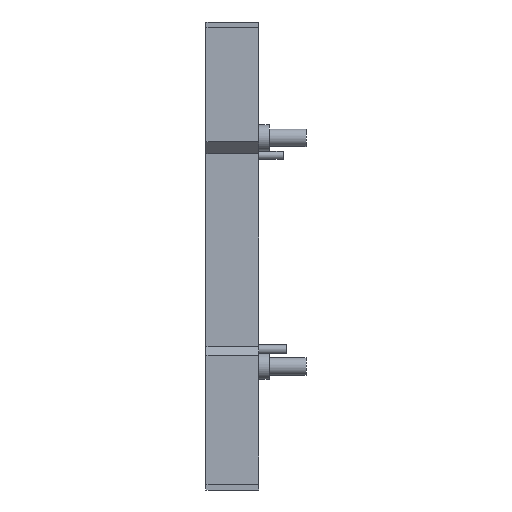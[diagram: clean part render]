
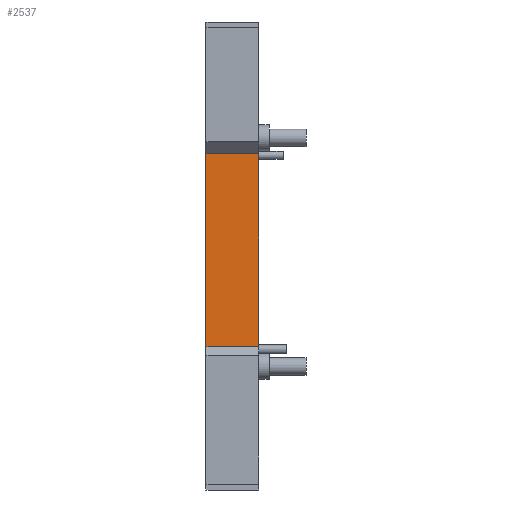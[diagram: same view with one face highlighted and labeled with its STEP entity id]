
A CAD part, front view. The second image highlights one B-rep face of the part: STEP entity #2537.
In plain terms, the highlighted planar face has unit normal (0, -1, 0).
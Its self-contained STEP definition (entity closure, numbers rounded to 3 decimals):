
#97 = CARTESIAN_POINT ( 'NONE',  ( -4.5, -27.3, 17.5 ) ) ;
#266 = LINE ( 'NONE', #1623, #396 ) ;
#294 = LINE ( 'NONE', #804, #4095 ) ;
#314 = PLANE ( 'NONE',  #4154 ) ;
#396 = VECTOR ( 'NONE', #4010, 1000. ) ;
#532 = VERTEX_POINT ( 'NONE', #533 ) ;
#533 = CARTESIAN_POINT ( 'NONE',  ( 4.5, -27.3, 17.5 ) ) ;
#804 = CARTESIAN_POINT ( 'NONE',  ( -4.5, -27.3, 17.5 ) ) ;
#887 = CARTESIAN_POINT ( 'NONE',  ( 4.5, -27.3, -17.7 ) ) ;
#932 = VECTOR ( 'NONE', #4988, 1000. ) ;
#998 = EDGE_CURVE ( 'NONE', #3647, #5047, #294, .T. ) ;
#1543 = DIRECTION ( 'NONE',  ( 0., 0., 1. ) ) ;
#1623 = CARTESIAN_POINT ( 'NONE',  ( -4.5, -27.3, 17.5 ) ) ;
#1699 = LINE ( 'NONE', #4612, #932 ) ;
#2293 = LINE ( 'NONE', #2371, #4907 ) ;
#2371 = CARTESIAN_POINT ( 'NONE',  ( -4.5, -27.3, -17.7 ) ) ;
#2537 = ADVANCED_FACE ( 'NONE', ( #3233 ), #314, .F. ) ;
#2715 = EDGE_CURVE ( 'NONE', #4015, #532, #1699, .T. ) ;
#2794 = EDGE_LOOP ( 'NONE', ( #3005, #4912, #4036, #2918 ) ) ;
#2918 = ORIENTED_EDGE ( 'NONE', *, *, #5204, .T. ) ;
#3005 = ORIENTED_EDGE ( 'NONE', *, *, #2715, .T. ) ;
#3106 = CARTESIAN_POINT ( 'NONE',  ( -4.5, -27.3, 17.5 ) ) ;
#3233 = FACE_OUTER_BOUND ( 'NONE', #2794, .T. ) ;
#3513 = CARTESIAN_POINT ( 'NONE',  ( -4.5, -27.3, -17.7 ) ) ;
#3647 = VERTEX_POINT ( 'NONE', #3513 ) ;
#3957 = DIRECTION ( 'NONE',  ( 0., 1., 0. ) ) ;
#4010 = DIRECTION ( 'NONE',  ( 1., 0., 0. ) ) ;
#4015 = VERTEX_POINT ( 'NONE', #887 ) ;
#4036 = ORIENTED_EDGE ( 'NONE', *, *, #998, .F. ) ;
#4095 = VECTOR ( 'NONE', #1543, 1000. ) ;
#4154 = AXIS2_PLACEMENT_3D ( 'NONE', #3106, #3957, #4784 ) ;
#4321 = EDGE_CURVE ( 'NONE', #5047, #532, #266, .T. ) ;
#4482 = DIRECTION ( 'NONE',  ( 1., 0., 0. ) ) ;
#4612 = CARTESIAN_POINT ( 'NONE',  ( 4.5, -27.3, 17.5 ) ) ;
#4784 = DIRECTION ( 'NONE',  ( 0., 0., 1. ) ) ;
#4907 = VECTOR ( 'NONE', #4482, 1000. ) ;
#4912 = ORIENTED_EDGE ( 'NONE', *, *, #4321, .F. ) ;
#4988 = DIRECTION ( 'NONE',  ( 0., 0., 1. ) ) ;
#5047 = VERTEX_POINT ( 'NONE', #97 ) ;
#5204 = EDGE_CURVE ( 'NONE', #3647, #4015, #2293, .T. ) ;
